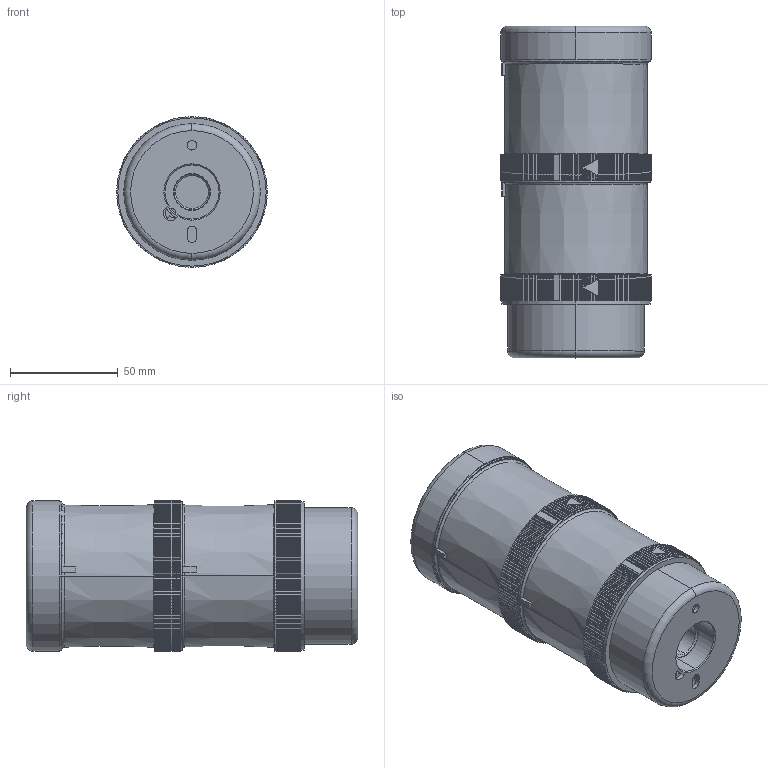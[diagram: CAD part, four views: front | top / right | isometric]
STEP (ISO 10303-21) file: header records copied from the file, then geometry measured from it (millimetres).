
FILE_DESCRIPTION (( 'STEP AP214' ), '1' );
FILE_NAME ('649_3D Modell.STEP', '2014-10-30T19:06:49', ( '' ), ( '' ), 'SwSTEP 2.0', 'SolidWorks 2014', '' );
FILE_SCHEMA (( 'AUTOMOTIVE_DESIGN' ));
Length unit declared in the file: inch
Products named in the file (6): 649_XXX_XX_RED; 64924002_BASE; 64924002_ORING; 64924002_CAP; 649_3D Modell; 649_XXX_XX_YELLOW
Assembly tree (7 placements, depth 2):
  649_3D Modell
    64924002_CAP
    64924002_ORING  x3
    64924002_BASE
    649_XXX_XX_RED
    649_XXX_XX_YELLOW
Bounding box: 70.15 x 154.18 x 70.14 mm (x, y, z)
Volume: 116982.6 mm3; surface area: 147553.7 mm2
Topology: 7 solids, 7 shells, 2860 faces, 8369 edges, 5557 vertices
Faces by surface type: plane 1613, cylinder 1187, torus 52, cone 8
Entity records: 96241 total; most frequent: CARTESIAN_POINT 17308, ORIENTED_EDGE 16706, DIRECTION 16429, EDGE_CURVE 8353, VECTOR 5709, LINE 5709, VERTEX_POINT 5549, AXIS2_PLACEMENT_3D 5360
